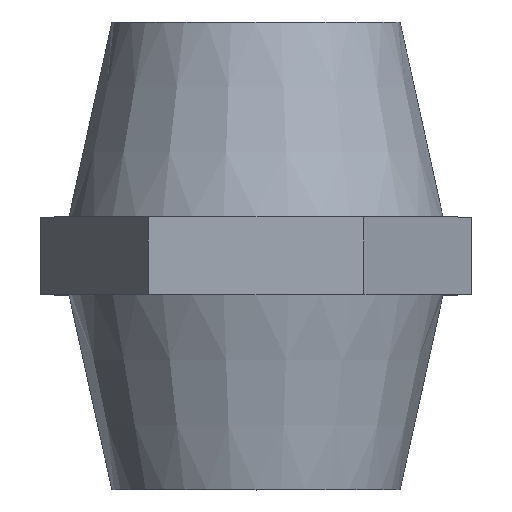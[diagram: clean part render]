
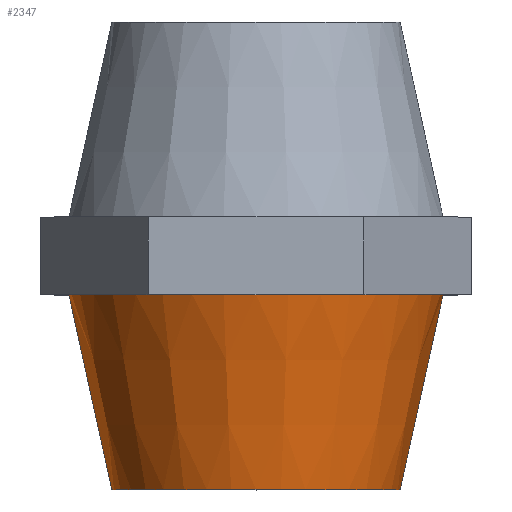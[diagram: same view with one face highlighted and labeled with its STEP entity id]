
A CAD part, top view. The second image highlights one B-rep face of the part: STEP entity #2347.
In plain terms, the highlighted conical face has half-angle 12.407 degrees and reference radius 24 mm.
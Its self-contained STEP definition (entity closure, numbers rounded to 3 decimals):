
#11 = LINE ( 'NONE', #1844, #2311 ) ;
#191 = ORIENTED_EDGE ( 'NONE', *, *, #590, .T. ) ;
#286 = DIRECTION ( 'NONE',  ( 0., 0., 1. ) ) ;
#394 = LINE ( 'NONE', #2668, #3000 ) ;
#480 = VERTEX_POINT ( 'NONE', #3470 ) ;
#489 = DIRECTION ( 'NONE',  ( -1., 0., 0. ) ) ;
#495 = CIRCLE ( 'NONE', #648, 24. ) ;
#552 = VERTEX_POINT ( 'NONE', #3475 ) ;
#581 = CARTESIAN_POINT ( 'NONE',  ( 20.785, -5., 12. ) ) ;
#590 = EDGE_CURVE ( 'NONE', #480, #1050, #394, .T. ) ;
#599 = VERTEX_POINT ( 'NONE', #581 ) ;
#642 = CIRCLE ( 'NONE', #3153, 24. ) ;
#648 = AXIS2_PLACEMENT_3D ( 'NONE', #686, #959, #3077 ) ;
#680 = CIRCLE ( 'NONE', #2388, 18.5 ) ;
#686 = CARTESIAN_POINT ( 'NONE',  ( 0., -5., 0. ) ) ;
#864 = DIRECTION ( 'NONE',  ( 0., 1., 0. ) ) ;
#959 = DIRECTION ( 'NONE',  ( 0., 1., 0. ) ) ;
#1050 = VERTEX_POINT ( 'NONE', #1534 ) ;
#1060 = CARTESIAN_POINT ( 'NONE',  ( 0., -5., 24. ) ) ;
#1098 = DIRECTION ( 'NONE',  ( -1., 0., 0. ) ) ;
#1120 = ORIENTED_EDGE ( 'NONE', *, *, #3342, .F. ) ;
#1135 = EDGE_CURVE ( 'NONE', #3366, #1287, #1707, .T. ) ;
#1178 = DIRECTION ( 'NONE',  ( 0., 1., 0. ) ) ;
#1287 = VERTEX_POINT ( 'NONE', #1060 ) ;
#1311 = ORIENTED_EDGE ( 'NONE', *, *, #1135, .F. ) ;
#1395 = AXIS2_PLACEMENT_3D ( 'NONE', #3066, #2491, #2816 ) ;
#1534 = CARTESIAN_POINT ( 'NONE',  ( 24., -5., 0. ) ) ;
#1574 = AXIS2_PLACEMENT_3D ( 'NONE', #3484, #2241, #1098 ) ;
#1621 = AXIS2_PLACEMENT_3D ( 'NONE', #2963, #1178, #286 ) ;
#1637 = EDGE_CURVE ( 'NONE', #1287, #599, #3364, .T. ) ;
#1707 = CIRCLE ( 'NONE', #1395, 24. ) ;
#1763 = DIRECTION ( 'NONE',  ( 0.215, 0.977, 0. ) ) ;
#1844 = CARTESIAN_POINT ( 'NONE',  ( -24., -5., 0. ) ) ;
#1936 = ORIENTED_EDGE ( 'NONE', *, *, #1998, .T. ) ;
#1998 = EDGE_CURVE ( 'NONE', #552, #480, #680, .T. ) ;
#2020 = EDGE_CURVE ( 'NONE', #599, #1050, #495, .T. ) ;
#2025 = DIRECTION ( 'NONE',  ( 0., 0., 1. ) ) ;
#2157 = CARTESIAN_POINT ( 'NONE',  ( -24., -5., 0. ) ) ;
#2186 = CARTESIAN_POINT ( 'NONE',  ( -20.785, -5., 12. ) ) ;
#2241 = DIRECTION ( 'NONE',  ( 0., 1., 0. ) ) ;
#2275 = ORIENTED_EDGE ( 'NONE', *, *, #1637, .F. ) ;
#2311 = VECTOR ( 'NONE', #3104, 1000. ) ;
#2347 = ADVANCED_FACE ( 'NONE', ( #2769 ), #2377, .T. ) ;
#2377 = CONICAL_SURFACE ( 'NONE', #1574, 24., 0.217 ) ;
#2388 = AXIS2_PLACEMENT_3D ( 'NONE', #3635, #2887, #489 ) ;
#2457 = ORIENTED_EDGE ( 'NONE', *, *, #2020, .F. ) ;
#2491 = DIRECTION ( 'NONE',  ( 0., 1., 0. ) ) ;
#2668 = CARTESIAN_POINT ( 'NONE',  ( 24., -5., 0. ) ) ;
#2745 = ORIENTED_EDGE ( 'NONE', *, *, #3794, .F. ) ;
#2769 = FACE_OUTER_BOUND ( 'NONE', #3024, .T. ) ;
#2816 = DIRECTION ( 'NONE',  ( -1., 0., 0. ) ) ;
#2887 = DIRECTION ( 'NONE',  ( 0., 1., 0. ) ) ;
#2963 = CARTESIAN_POINT ( 'NONE',  ( 0., -5., 0. ) ) ;
#2973 = CARTESIAN_POINT ( 'NONE',  ( 0., -5., 0. ) ) ;
#3000 = VECTOR ( 'NONE', #1763, 1000. ) ;
#3024 = EDGE_LOOP ( 'NONE', ( #1936, #191, #2457, #2275, #1311, #2745, #1120 ) ) ;
#3066 = CARTESIAN_POINT ( 'NONE',  ( 0., -5., 0. ) ) ;
#3077 = DIRECTION ( 'NONE',  ( 0., 0., 1. ) ) ;
#3104 = DIRECTION ( 'NONE',  ( -0.215, 0.977, 0. ) ) ;
#3153 = AXIS2_PLACEMENT_3D ( 'NONE', #2973, #864, #2025 ) ;
#3313 = VERTEX_POINT ( 'NONE', #2157 ) ;
#3342 = EDGE_CURVE ( 'NONE', #552, #3313, #11, .T. ) ;
#3364 = CIRCLE ( 'NONE', #1621, 24. ) ;
#3366 = VERTEX_POINT ( 'NONE', #2186 ) ;
#3470 = CARTESIAN_POINT ( 'NONE',  ( 18.5, -30., 0. ) ) ;
#3475 = CARTESIAN_POINT ( 'NONE',  ( -18.5, -30., 0. ) ) ;
#3484 = CARTESIAN_POINT ( 'NONE',  ( 0., -5., 0. ) ) ;
#3635 = CARTESIAN_POINT ( 'NONE',  ( 0., -30., 0. ) ) ;
#3794 = EDGE_CURVE ( 'NONE', #3313, #3366, #642, .T. ) ;
